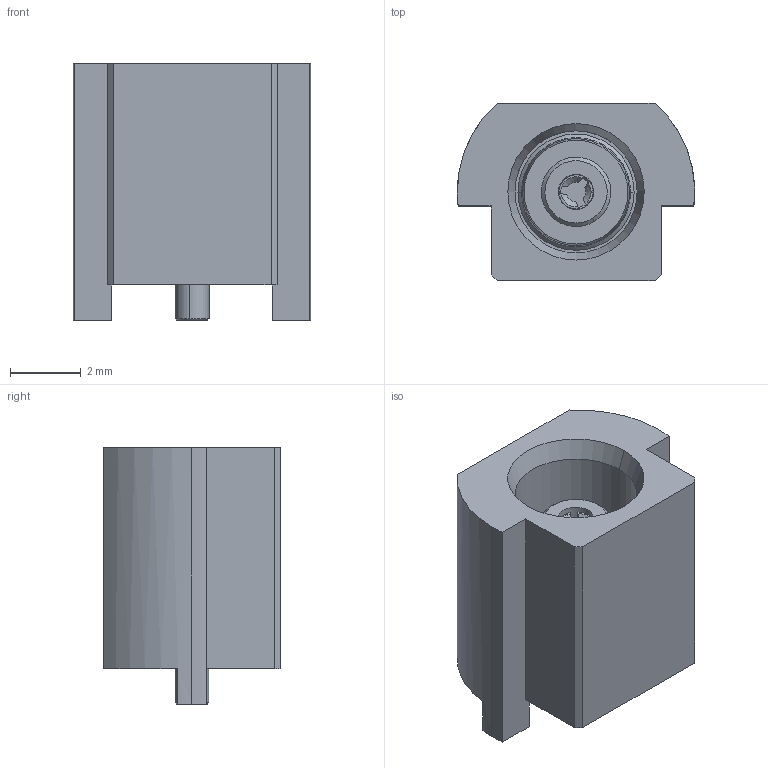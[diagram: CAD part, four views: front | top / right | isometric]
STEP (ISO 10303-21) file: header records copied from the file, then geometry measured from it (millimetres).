
FILE_DESCRIPTION (( 'STEP AP214' ), '1' );
FILE_NAME ('45-410-D3.STEP', '2025-09-18T07:43:51', ( '' ), ( '' ), 'SwSTEP 2.0', 'SolidWorks 2025', '' );
FILE_SCHEMA (( 'AUTOMOTIVE_DESIGN' ));
Length unit declared in the file: millimetre
Products named in the file (1): 45-410-D3
Bounding box: 6.7 x 5 x 7.25 mm (x, y, z)
Surface area: 271.2 mm2 (no closed solid volume)
Topology: 0 solids, 6 shells, 54 faces, 142 edges, 96 vertices
Faces by surface type: plane 23, cylinder 17, cone 14
Entity records: 1682 total; most frequent: CARTESIAN_POINT 311, DIRECTION 305, ORIENTED_EDGE 250, EDGE_CURVE 142, AXIS2_PLACEMENT_3D 114, VERTEX_POINT 96, VECTOR 77, LINE 77
